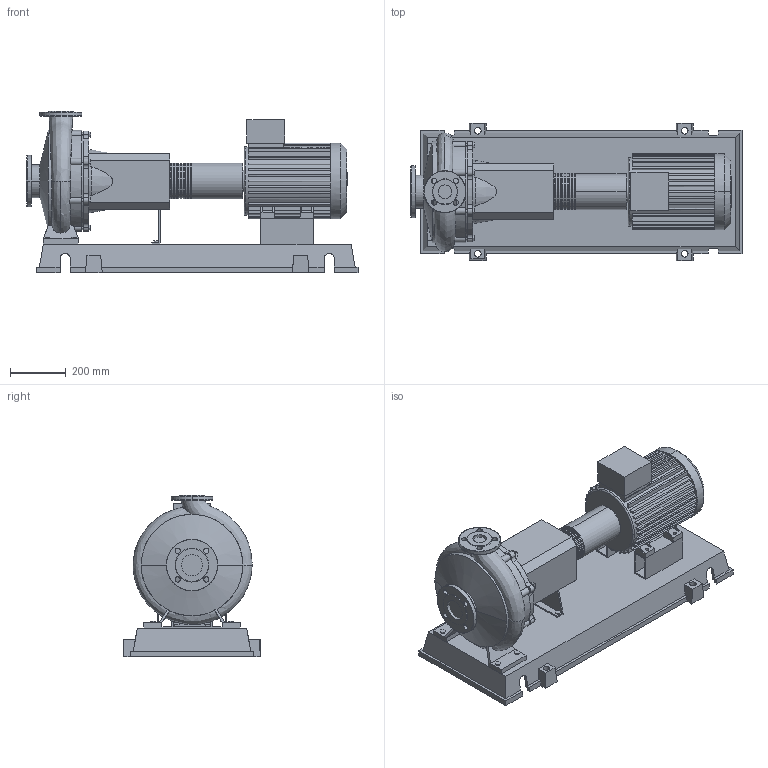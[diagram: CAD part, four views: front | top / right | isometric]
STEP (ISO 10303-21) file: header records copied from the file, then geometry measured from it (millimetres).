
FILE_DESCRIPTION((''),'2;1');
FILE_NAME('3d_NL40_315-5.5-4-12-4109021.stp','2015-03-03T07:08:16',(''),(''),'Mechanical Desktop 2009','Mechanical Desktop 2009',', , ');
FILE_SCHEMA(('CONFIG_CONTROL_DESIGN'));
Length unit declared in the file: millimetre
Products named in the file (1): Product
Bounding box: 1187.5 x 490 x 578 mm (x, y, z)
Volume: 63885556.8 mm3; surface area: 3764184.3 mm2
Topology: 13 solids, 13 shells, 859 faces, 2262 edges, 1487 vertices
Faces by surface type: plane 436, bspline 206, cylinder 201, cone 10, torus 6
Entity records: 31103 total; most frequent: CARTESIAN_POINT 9937, ORIENTED_EDGE 4526, DIRECTION 4143, EDGE_CURVE 2263, VERTEX_POINT 1486, VECTOR 1451, LINE 1451, AXIS2_PLACEMENT_3D 1346
